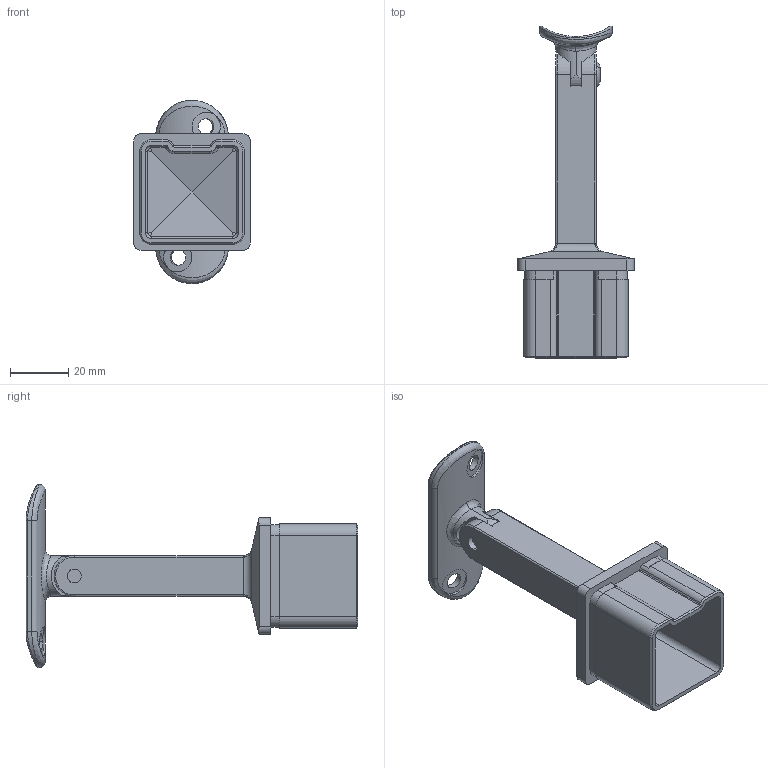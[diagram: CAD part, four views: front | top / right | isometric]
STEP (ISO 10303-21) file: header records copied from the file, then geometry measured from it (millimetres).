
FILE_DESCRIPTION (( 'STEP AP203' ), '1' );
FILE_NAME ('A_4718-042.STEP', '2023-03-13T07:13:19', ( '' ), ( '' ), 'SwSTEP 2.0', 'SolidWorks 2019', '' );
FILE_SCHEMA (( 'CONFIG_CONTROL_DESIGN' ));
Length unit declared in the file: millimetre
Products named in the file (4): A_4718-042.P1; A_4718-042; skrutka DIN 7380_M6x10_A2-70; A_4718-042.P2
Assembly tree (3 placements, depth 2):
  A_4718-042
    A_4718-042.P1
    A_4718-042.P2
    skrutka DIN 7380_M6x10_A2-70
Bounding box: 40 x 114.12 x 63 mm (x, y, z)
Volume: 30652.7 mm3; surface area: 20528.5 mm2
Topology: 3 solids, 3 shells, 201 faces, 486 edges, 290 vertices
Faces by surface type: cylinder 79, plane 71, cone 23, bspline 16, torus 12
Entity records: 8164 total; most frequent: CARTESIAN_POINT 3240, ORIENTED_EDGE 956, DIRECTION 938, EDGE_CURVE 478, AXIS2_PLACEMENT_3D 350, VERTEX_POINT 290, LINE 238, VECTOR 238
